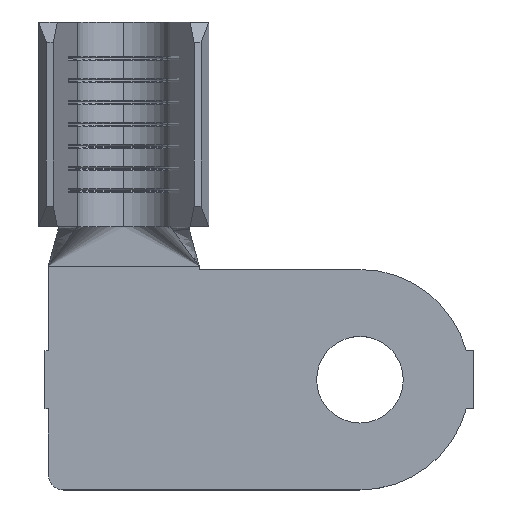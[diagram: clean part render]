
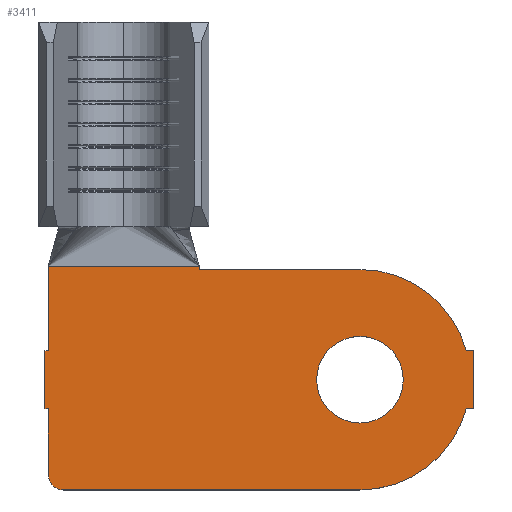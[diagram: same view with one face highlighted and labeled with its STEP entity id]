
A CAD part, top view. The second image highlights one B-rep face of the part: STEP entity #3411.
In plain terms, the highlighted planar face has unit normal (0, 0, 1).
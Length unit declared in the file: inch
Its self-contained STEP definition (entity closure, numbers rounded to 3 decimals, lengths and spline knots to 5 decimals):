
#198 = CARTESIAN_POINT ( 'NONE',  ( -0.99, 0.36, 0.06 ) ) ;
#216 = ORIENTED_EDGE ( 'NONE', *, *, #2106, .T. ) ;
#262 = LINE ( 'NONE', #4571, #1918 ) ;
#313 = CARTESIAN_POINT ( 'NONE',  ( 0.36, -0.0925, 0.06 ) ) ;
#383 = ORIENTED_EDGE ( 'NONE', *, *, #1003, .T. ) ;
#403 = ORIENTED_EDGE ( 'NONE', *, *, #5914, .T. ) ;
#464 = CARTESIAN_POINT ( 'NONE',  ( -1., 0.0925, 0.06 ) ) ;
#496 = ORIENTED_EDGE ( 'NONE', *, *, #3107, .F. ) ;
#508 = VECTOR ( 'NONE', #2358, 39.37008 ) ;
#547 = EDGE_CURVE ( 'NONE', #1076, #4009, #5384, .T. ) ;
#592 = ORIENTED_EDGE ( 'NONE', *, *, #3325, .T. ) ;
#632 = VECTOR ( 'NONE', #5978, 39.37008 ) ;
#659 = ORIENTED_EDGE ( 'NONE', *, *, #4909, .T. ) ;
#692 = CARTESIAN_POINT ( 'NONE',  ( -0.94, -0.3, 0.06 ) ) ;
#713 = ORIENTED_EDGE ( 'NONE', *, *, #6096, .T. ) ;
#737 = VERTEX_POINT ( 'NONE', #5835 ) ;
#750 = DIRECTION ( 'NONE',  ( 0., 0., 1. ) ) ;
#778 = ORIENTED_EDGE ( 'NONE', *, *, #2715, .T. ) ;
#792 = CARTESIAN_POINT ( 'NONE',  ( -1., 0.0925, 0.06 ) ) ;
#813 = EDGE_CURVE ( 'NONE', #6333, #6717, #1394, .T. ) ;
#832 = CARTESIAN_POINT ( 'NONE',  ( -0.51, 0.36, 0.06 ) ) ;
#1003 = EDGE_CURVE ( 'NONE', #737, #3218, #3528, .T. ) ;
#1027 = VERTEX_POINT ( 'NONE', #2017 ) ;
#1076 = VERTEX_POINT ( 'NONE', #4813 ) ;
#1093 = VERTEX_POINT ( 'NONE', #198 ) ;
#1139 = DIRECTION ( 'NONE',  ( -1., 0., 0. ) ) ;
#1151 = ORIENTED_EDGE ( 'NONE', *, *, #813, .F. ) ;
#1152 = DIRECTION ( 'NONE',  ( 0., 0., -1. ) ) ;
#1156 = CARTESIAN_POINT ( 'NONE',  ( 0.36, 0.0925, 0.06 ) ) ;
#1177 = VERTEX_POINT ( 'NONE', #6448 ) ;
#1182 = ORIENTED_EDGE ( 'NONE', *, *, #547, .T. ) ;
#1193 = CARTESIAN_POINT ( 'NONE',  ( -0.99, -0.0925, 0.06 ) ) ;
#1289 = EDGE_CURVE ( 'NONE', #1381, #3351, #5087, .T. ) ;
#1305 = VERTEX_POINT ( 'NONE', #1156 ) ;
#1324 = VERTEX_POINT ( 'NONE', #6067 ) ;
#1330 = DIRECTION ( 'NONE',  ( -1., 0., 0. ) ) ;
#1381 = VERTEX_POINT ( 'NONE', #2461 ) ;
#1394 = CIRCLE ( 'NONE', #4604, 0.1375 ) ;
#1454 = DIRECTION ( 'NONE',  ( 0., 1., 0. ) ) ;
#1548 = VECTOR ( 'NONE', #6552, 39.37008 ) ;
#1586 = DIRECTION ( 'NONE',  ( 0., 0., 1. ) ) ;
#1625 = VECTOR ( 'NONE', #5896, 39.37008 ) ;
#1634 = VECTOR ( 'NONE', #6066, 39.37008 ) ;
#1639 = CARTESIAN_POINT ( 'NONE',  ( -0.99, -0.0925, 0.06 ) ) ;
#1696 = VERTEX_POINT ( 'NONE', #313 ) ;
#1911 = DIRECTION ( 'NONE',  ( 0., 0., 1. ) ) ;
#1918 = VECTOR ( 'NONE', #1139, 39.37008 ) ;
#2017 = CARTESIAN_POINT ( 'NONE',  ( -0.51, 0.35, 0.06 ) ) ;
#2106 = EDGE_CURVE ( 'NONE', #3351, #2959, #2825, .T. ) ;
#2113 = EDGE_LOOP ( 'NONE', ( #496, #1151 ) ) ;
#2118 = ORIENTED_EDGE ( 'NONE', *, *, #5398, .T. ) ;
#2192 = ORIENTED_EDGE ( 'NONE', *, *, #6617, .T. ) ;
#2239 = ORIENTED_EDGE ( 'NONE', *, *, #6043, .T. ) ;
#2295 = ORIENTED_EDGE ( 'NONE', *, *, #1289, .T. ) ;
#2323 = CARTESIAN_POINT ( 'NONE',  ( 0.33756, -0.0925, 0.06 ) ) ;
#2358 = DIRECTION ( 'NONE',  ( -1., 0., 0. ) ) ;
#2461 = CARTESIAN_POINT ( 'NONE',  ( -0.99, 0.0925, 0.06 ) ) ;
#2540 = DIRECTION ( 'NONE',  ( 0., -1., 0. ) ) ;
#2566 = CARTESIAN_POINT ( 'NONE',  ( -1., -0.0925, 0.06 ) ) ;
#2576 = VERTEX_POINT ( 'NONE', #1193 ) ;
#2715 = EDGE_CURVE ( 'NONE', #6534, #1324, #5293, .T. ) ;
#2825 = LINE ( 'NONE', #792, #6460 ) ;
#2959 = VERTEX_POINT ( 'NONE', #6030 ) ;
#3107 = EDGE_CURVE ( 'NONE', #6717, #6333, #5904, .T. ) ;
#3133 = CARTESIAN_POINT ( 'NONE',  ( -0.99, 0.36, 0.06 ) ) ;
#3178 = ORIENTED_EDGE ( 'NONE', *, *, #3314, .T. ) ;
#3209 = DIRECTION ( 'NONE',  ( 0., 0., 1. ) ) ;
#3218 = VERTEX_POINT ( 'NONE', #5465 ) ;
#3258 = LINE ( 'NONE', #2566, #6100 ) ;
#3269 = LINE ( 'NONE', #5392, #1625 ) ;
#3275 = LINE ( 'NONE', #3618, #1634 ) ;
#3314 = EDGE_CURVE ( 'NONE', #4009, #737, #4897, .T. ) ;
#3325 = EDGE_CURVE ( 'NONE', #3218, #1696, #6046, .T. ) ;
#3351 = VERTEX_POINT ( 'NONE', #6537 ) ;
#3395 = ORIENTED_EDGE ( 'NONE', *, *, #3400, .T. ) ;
#3400 = EDGE_CURVE ( 'NONE', #1177, #1093, #6196, .T. ) ;
#3411 = ADVANCED_FACE ( 'NONE', ( #7079, #5895 ), #3596, .F. ) ;
#3482 = ORIENTED_EDGE ( 'NONE', *, *, #6281, .T. ) ;
#3528 = CIRCLE ( 'NONE', #6575, 0.35 ) ;
#3546 = DIRECTION ( 'NONE',  ( 1., 0., 0. ) ) ;
#3547 = LINE ( 'NONE', #832, #6013 ) ;
#3581 = VECTOR ( 'NONE', #3546, 39.37008 ) ;
#3596 = PLANE ( 'NONE',  #5787 ) ;
#3618 = CARTESIAN_POINT ( 'NONE',  ( 0.36, 0.0925, 0.06 ) ) ;
#4009 = VERTEX_POINT ( 'NONE', #6703 ) ;
#4023 = LINE ( 'NONE', #1639, #632 ) ;
#4096 = CARTESIAN_POINT ( 'NONE',  ( 0., 0., 0.06 ) ) ;
#4286 = CARTESIAN_POINT ( 'NONE',  ( 0., 0., 0.06 ) ) ;
#4571 = CARTESIAN_POINT ( 'NONE',  ( 0.33756, 0.0925, 0.06 ) ) ;
#4604 = AXIS2_PLACEMENT_3D ( 'NONE', #4947, #1586, #5442 ) ;
#4739 = DIRECTION ( 'NONE',  ( 0., 0., 1. ) ) ;
#4740 = VECTOR ( 'NONE', #7020, 39.37008 ) ;
#4748 = CARTESIAN_POINT ( 'NONE',  ( 0.1375, 0., 0.06 ) ) ;
#4781 = DIRECTION ( 'NONE',  ( 1., 0., 0. ) ) ;
#4813 = CARTESIAN_POINT ( 'NONE',  ( -0.99, -0.3, 0.06 ) ) ;
#4814 = DIRECTION ( 'NONE',  ( 0., -1., 0. ) ) ;
#4870 = EDGE_LOOP ( 'NONE', ( #2239, #1182, #3178, #383, #592, #659, #713, #778, #2118, #2192, #3395, #3482, #2295, #216, #403 ) ) ;
#4897 = LINE ( 'NONE', #6004, #3581 ) ;
#4909 = EDGE_CURVE ( 'NONE', #1696, #1305, #3275, .T. ) ;
#4947 = CARTESIAN_POINT ( 'NONE',  ( 0., 0., 0.06 ) ) ;
#5087 = LINE ( 'NONE', #464, #508 ) ;
#5094 = DIRECTION ( 'NONE',  ( -1., 0., 0. ) ) ;
#5196 = CARTESIAN_POINT ( 'NONE',  ( 0., 0., 0.06 ) ) ;
#5239 = VECTOR ( 'NONE', #2540, 39.37008 ) ;
#5293 = CIRCLE ( 'NONE', #7053, 0.35 ) ;
#5384 = CIRCLE ( 'NONE', #6689, 0.05 ) ;
#5392 = CARTESIAN_POINT ( 'NONE',  ( -0.51, 0.35, 0.06 ) ) ;
#5398 = EDGE_CURVE ( 'NONE', #1324, #1027, #3269, .T. ) ;
#5442 = DIRECTION ( 'NONE',  ( 1., 0., 0. ) ) ;
#5465 = CARTESIAN_POINT ( 'NONE',  ( 0.33756, -0.0925, 0.06 ) ) ;
#5680 = DIRECTION ( 'NONE',  ( -1., 0., 0. ) ) ;
#5787 = AXIS2_PLACEMENT_3D ( 'NONE', #4096, #1152, #5094 ) ;
#5835 = CARTESIAN_POINT ( 'NONE',  ( 0., -0.35, 0.06 ) ) ;
#5895 = FACE_BOUND ( 'NONE', #2113, .T. ) ;
#5896 = DIRECTION ( 'NONE',  ( -1., 0., 0. ) ) ;
#5904 = CIRCLE ( 'NONE', #6587, 0.1375 ) ;
#5914 = EDGE_CURVE ( 'NONE', #2959, #2576, #3258, .T. ) ;
#5978 = DIRECTION ( 'NONE',  ( 0., -1., 0. ) ) ;
#6004 = CARTESIAN_POINT ( 'NONE',  ( -0.99, -0.35, 0.06 ) ) ;
#6013 = VECTOR ( 'NONE', #1454, 39.37008 ) ;
#6030 = CARTESIAN_POINT ( 'NONE',  ( -1., -0.0925, 0.06 ) ) ;
#6043 = EDGE_CURVE ( 'NONE', #2576, #1076, #4023, .T. ) ;
#6046 = LINE ( 'NONE', #2323, #4740 ) ;
#6066 = DIRECTION ( 'NONE',  ( 0., 1., 0. ) ) ;
#6067 = CARTESIAN_POINT ( 'NONE',  ( 0., 0.35, 0.06 ) ) ;
#6096 = EDGE_CURVE ( 'NONE', #1305, #6534, #262, .T. ) ;
#6100 = VECTOR ( 'NONE', #6203, 39.37008 ) ;
#6196 = LINE ( 'NONE', #7071, #1548 ) ;
#6203 = DIRECTION ( 'NONE',  ( 1., 0., 0. ) ) ;
#6237 = CARTESIAN_POINT ( 'NONE',  ( 0., 0., 0.06 ) ) ;
#6281 = EDGE_CURVE ( 'NONE', #1093, #1381, #6571, .T. ) ;
#6333 = VERTEX_POINT ( 'NONE', #4748 ) ;
#6405 = CARTESIAN_POINT ( 'NONE',  ( 0.33756, 0.0925, 0.06 ) ) ;
#6448 = CARTESIAN_POINT ( 'NONE',  ( -0.51, 0.36, 0.06 ) ) ;
#6460 = VECTOR ( 'NONE', #4814, 39.37008 ) ;
#6534 = VERTEX_POINT ( 'NONE', #6405 ) ;
#6537 = CARTESIAN_POINT ( 'NONE',  ( -1., 0.0925, 0.06 ) ) ;
#6552 = DIRECTION ( 'NONE',  ( -1., 0., 0. ) ) ;
#6571 = LINE ( 'NONE', #3133, #5239 ) ;
#6575 = AXIS2_PLACEMENT_3D ( 'NONE', #6237, #3209, #6749 ) ;
#6587 = AXIS2_PLACEMENT_3D ( 'NONE', #4286, #750, #4781 ) ;
#6617 = EDGE_CURVE ( 'NONE', #1027, #1177, #3547, .T. ) ;
#6689 = AXIS2_PLACEMENT_3D ( 'NONE', #692, #4739, #1330 ) ;
#6703 = CARTESIAN_POINT ( 'NONE',  ( -0.94, -0.35, 0.06 ) ) ;
#6717 = VERTEX_POINT ( 'NONE', #6917 ) ;
#6749 = DIRECTION ( 'NONE',  ( -1., 0., 0. ) ) ;
#6917 = CARTESIAN_POINT ( 'NONE',  ( -0.1375, 0., 0.06 ) ) ;
#7020 = DIRECTION ( 'NONE',  ( 1., 0., 0. ) ) ;
#7053 = AXIS2_PLACEMENT_3D ( 'NONE', #5196, #1911, #5680 ) ;
#7071 = CARTESIAN_POINT ( 'NONE',  ( -0.99, 0.36, 0.06 ) ) ;
#7079 = FACE_OUTER_BOUND ( 'NONE', #4870, .T. ) ;
